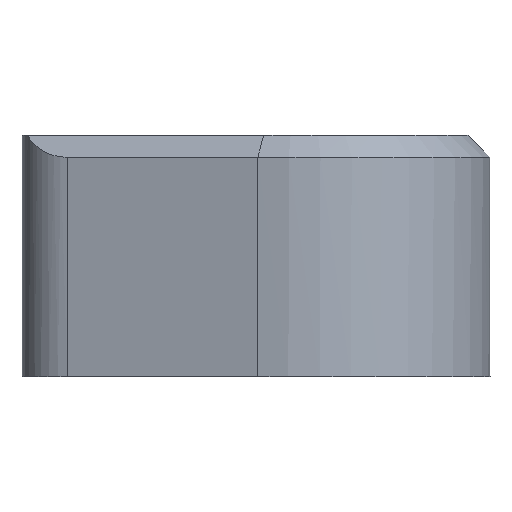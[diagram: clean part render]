
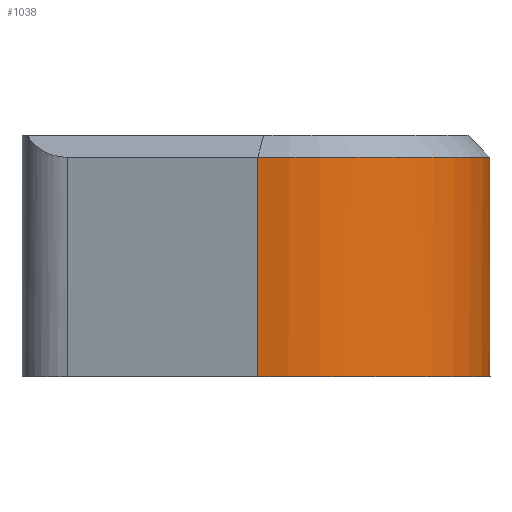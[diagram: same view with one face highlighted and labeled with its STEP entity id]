
A CAD part, left-side view. The second image highlights one B-rep face of the part: STEP entity #1038.
In plain terms, the highlighted cylindrical face has radius 25 mm (diameter 50 mm), a partial arc.
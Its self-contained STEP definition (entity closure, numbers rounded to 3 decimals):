
#33=CYLINDRICAL_SURFACE('',#1122,25.);
#90=LINE('',#2106,#176);
#176=VECTOR('',#1262,10.);
#267=FACE_OUTER_BOUND('',#328,.T.);
#328=EDGE_LOOP('',(#800,#801,#802,#803));
#386=CIRCLE('',#1112,25.);
#390=CIRCLE('',#1123,25.);
#424=B_SPLINE_CURVE_WITH_KNOTS('',3,(#1768,#1769,#1770,#1771,#1772,#1773,
#1774,#1775,#1776),.UNSPECIFIED.,.F.,.F.,(4,1,1,1,1,1,4),(-18.195,
-17.608,-17.022,-16.436,-15.849,
-15.263,-14.896),.UNSPECIFIED.);
#462=VERTEX_POINT('',#1760);
#463=VERTEX_POINT('',#1767);
#469=VERTEX_POINT('',#1913);
#484=VERTEX_POINT('',#2105);
#568=EDGE_CURVE('',#463,#462,#424,.T.);
#582=EDGE_CURVE('',#462,#469,#386,.T.);
#603=EDGE_CURVE('',#484,#469,#90,.T.);
#604=EDGE_CURVE('',#484,#463,#390,.T.);
#800=ORIENTED_EDGE('',*,*,#568,.T.);
#801=ORIENTED_EDGE('',*,*,#582,.T.);
#802=ORIENTED_EDGE('',*,*,#603,.F.);
#803=ORIENTED_EDGE('',*,*,#604,.T.);
#1038=ADVANCED_FACE('',(#267),#33,.T.);
#1112=AXIS2_PLACEMENT_3D('',#1915,#1234,#1235);
#1122=AXIS2_PLACEMENT_3D('',#2104,#1260,#1261);
#1123=AXIS2_PLACEMENT_3D('',#2107,#1263,#1264);
#1234=DIRECTION('center_axis',(0.,0.,-1.));
#1235=DIRECTION('ref_axis',(-1.,0.,0.));
#1260=DIRECTION('center_axis',(0.,0.,-1.));
#1261=DIRECTION('ref_axis',(-1.,0.,0.));
#1262=DIRECTION('',(0.,0.,1.));
#1263=DIRECTION('center_axis',(0.,0.,1.));
#1264=DIRECTION('ref_axis',(-1.,0.,0.));
#1760=CARTESIAN_POINT('',(22.309,-11.284,28.5));
#1767=CARTESIAN_POINT('',(23.582,-8.299,-1.5));
#1768=CARTESIAN_POINT('Ctrl Pts',(23.582,-8.299,-1.5));
#1769=CARTESIAN_POINT('Ctrl Pts',(23.303,-9.094,-0.085));
#1770=CARTESIAN_POINT('Ctrl Pts',(22.708,-10.526,2.953));
#1771=CARTESIAN_POINT('Ctrl Pts',(21.873,-12.137,8.073));
#1772=CARTESIAN_POINT('Ctrl Pts',(21.302,-13.089,13.709));
#1773=CARTESIAN_POINT('Ctrl Pts',(21.239,-13.186,19.634));
#1774=CARTESIAN_POINT('Ctrl Pts',(21.692,-12.447,24.631));
#1775=CARTESIAN_POINT('Ctrl Pts',(22.129,-11.639,27.456));
#1776=CARTESIAN_POINT('Ctrl Pts',(22.309,-11.284,28.5));
#1913=CARTESIAN_POINT('',(-24.066,6.769,28.5));
#1915=CARTESIAN_POINT('Origin',(0.,0.,28.5));
#2104=CARTESIAN_POINT('Origin',(0.,0.,0.));
#2105=CARTESIAN_POINT('',(-24.066,6.769,-1.5));
#2106=CARTESIAN_POINT('',(-24.066,6.769,0.));
#2107=CARTESIAN_POINT('Origin',(0.,0.,-1.5));
